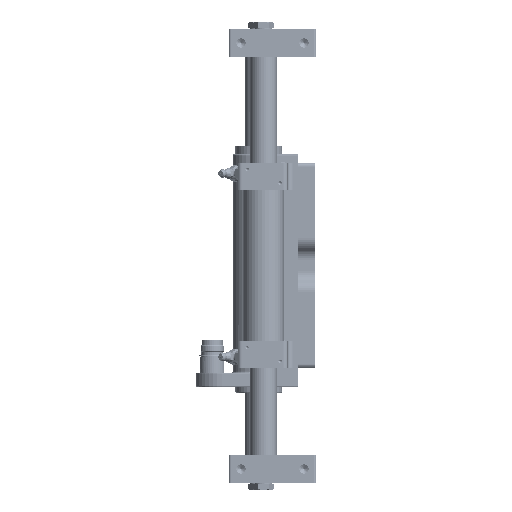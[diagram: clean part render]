
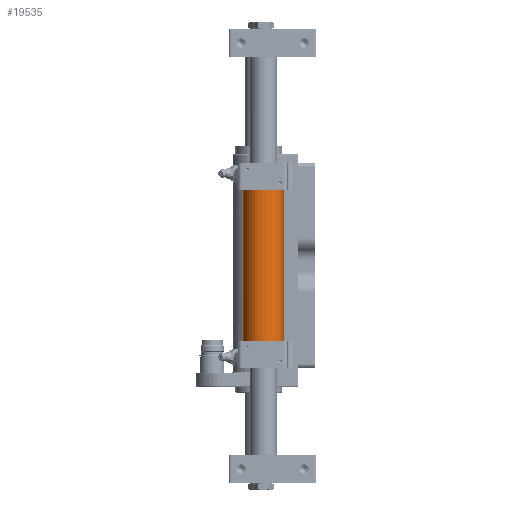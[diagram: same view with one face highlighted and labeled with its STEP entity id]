
A CAD part, left-side view. The second image highlights one B-rep face of the part: STEP entity #19535.
In plain terms, the highlighted cylindrical face has radius 15 mm (diameter 30 mm), a full revolution.
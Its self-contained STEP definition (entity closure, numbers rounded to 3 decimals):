
#6109 = VERTEX_POINT ( 'NONE', #19500 ) ;
#6295 = EDGE_LOOP ( 'NONE', ( #28075 ) ) ;
#6693 = CYLINDRICAL_SURFACE ( 'NONE', #10567, 15. ) ;
#9217 = EDGE_CURVE ( 'NONE', #10326, #10326, #26592, .T. ) ;
#9574 = DIRECTION ( 'NONE',  ( 1., 0., 0. ) ) ;
#10326 = VERTEX_POINT ( 'NONE', #20793 ) ;
#10567 = AXIS2_PLACEMENT_3D ( 'NONE', #14336, #30156, #11705 ) ;
#11669 = AXIS2_PLACEMENT_3D ( 'NONE', #15416, #26214, #26032 ) ;
#11705 = DIRECTION ( 'NONE',  ( 1., 0., 0. ) ) ;
#14336 = CARTESIAN_POINT ( 'NONE',  ( 0., 0., 80. ) ) ;
#15416 = CARTESIAN_POINT ( 'NONE',  ( 0., 0., 55. ) ) ;
#17645 = EDGE_LOOP ( 'NONE', ( #27677 ) ) ;
#17760 = CARTESIAN_POINT ( 'NONE',  ( 0., 0., -55. ) ) ;
#19500 = CARTESIAN_POINT ( 'NONE',  ( 15., 0., 55. ) ) ;
#19535 = ADVANCED_FACE ( 'NONE', ( #19561, #33196 ), #6693, .T. ) ;
#19561 = FACE_OUTER_BOUND ( 'NONE', #6295, .T. ) ;
#20793 = CARTESIAN_POINT ( 'NONE',  ( 15., 0., -55. ) ) ;
#23373 = CIRCLE ( 'NONE', #11669, 15. ) ;
#26032 = DIRECTION ( 'NONE',  ( 1., 0., 0. ) ) ;
#26214 = DIRECTION ( 'NONE',  ( 0., 0., 1. ) ) ;
#26592 = CIRCLE ( 'NONE', #29360, 15. ) ;
#27677 = ORIENTED_EDGE ( 'NONE', *, *, #9217, .T. ) ;
#27838 = DIRECTION ( 'NONE',  ( 0., 0., 1. ) ) ;
#28075 = ORIENTED_EDGE ( 'NONE', *, *, #31959, .F. ) ;
#29360 = AXIS2_PLACEMENT_3D ( 'NONE', #17760, #27838, #9574 ) ;
#30156 = DIRECTION ( 'NONE',  ( 0., 0., 1. ) ) ;
#31959 = EDGE_CURVE ( 'NONE', #6109, #6109, #23373, .T. ) ;
#33196 = FACE_OUTER_BOUND ( 'NONE', #17645, .T. ) ;
